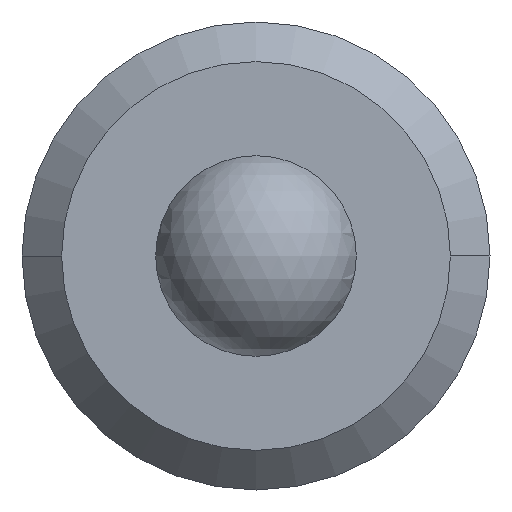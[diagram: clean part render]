
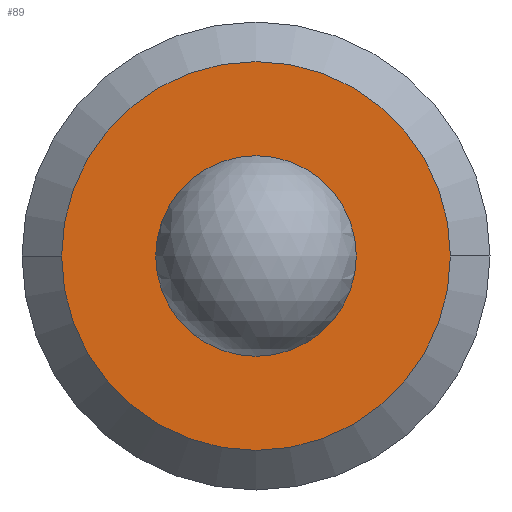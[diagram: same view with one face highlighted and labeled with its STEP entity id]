
A CAD part, front view. The second image highlights one B-rep face of the part: STEP entity #89.
In plain terms, the highlighted planar face has unit normal (0, -1, 0).
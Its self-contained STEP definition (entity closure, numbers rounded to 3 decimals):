
#89=ADVANCED_FACE('',(#182,#183),#184,.T.);
#182=FACE_BOUND('',#279,.T.);
#183=FACE_OUTER_BOUND('',#280,.T.);
#184=PLANE('',#281);
#279=EDGE_LOOP('',(#466,#467));
#280=EDGE_LOOP('',(#468,#469));
#281=AXIS2_PLACEMENT_3D('',#470,#471,#472);
#466=ORIENTED_EDGE('',*,*,#555,.T.);
#467=ORIENTED_EDGE('',*,*,#618,.T.);
#468=ORIENTED_EDGE('',*,*,#558,.F.);
#469=ORIENTED_EDGE('',*,*,#619,.F.);
#470=CARTESIAN_POINT('',(-1.662,-19.125,0.0));
#471=DIRECTION('',(0.,-1.0,0.0));
#472=DIRECTION('',(1.0,0.,0.0));
#555=EDGE_CURVE('',#642,#646,#648,.T.);
#558=EDGE_CURVE('',#650,#653,#654,.T.);
#618=EDGE_CURVE('',#646,#642,#740,.T.);
#619=EDGE_CURVE('',#653,#650,#741,.T.);
#642=VERTEX_POINT('',#768);
#646=VERTEX_POINT('',#773);
#648=CIRCLE('',#776,1.715);
#650=VERTEX_POINT('',#778);
#653=VERTEX_POINT('',#782);
#654=CIRCLE('',#783,3.323);
#740=CIRCLE('',#900,1.715);
#741=CIRCLE('',#901,3.323);
#768=CARTESIAN_POINT('',(1.715,-19.125,0.0));
#773=CARTESIAN_POINT('',(-1.715,-19.125,0.));
#776=AXIS2_PLACEMENT_3D('',#933,#934,#935);
#778=CARTESIAN_POINT('',(-3.323,-19.125,0.0));
#782=CARTESIAN_POINT('',(3.323,-19.125,0.));
#783=AXIS2_PLACEMENT_3D('',#937,#938,#939);
#900=AXIS2_PLACEMENT_3D('',#1004,#1005,#1006);
#901=AXIS2_PLACEMENT_3D('',#1007,#1008,#1009);
#933=CARTESIAN_POINT('',(0.0,-19.125,0.0));
#934=DIRECTION('',(0.,1.0,0.0));
#935=DIRECTION('',(1.0,0.,0.0));
#937=CARTESIAN_POINT('',(0.0,-19.125,0.0));
#938=DIRECTION('',(0.,1.0,0.0));
#939=DIRECTION('',(-1.0,0.,0.0));
#1004=CARTESIAN_POINT('',(0.0,-19.125,0.0));
#1005=DIRECTION('',(0.,1.0,0.0));
#1006=DIRECTION('',(1.0,0.,0.0));
#1007=CARTESIAN_POINT('',(0.0,-19.125,0.0));
#1008=DIRECTION('',(0.,1.0,0.0));
#1009=DIRECTION('',(-1.0,0.,0.0));
